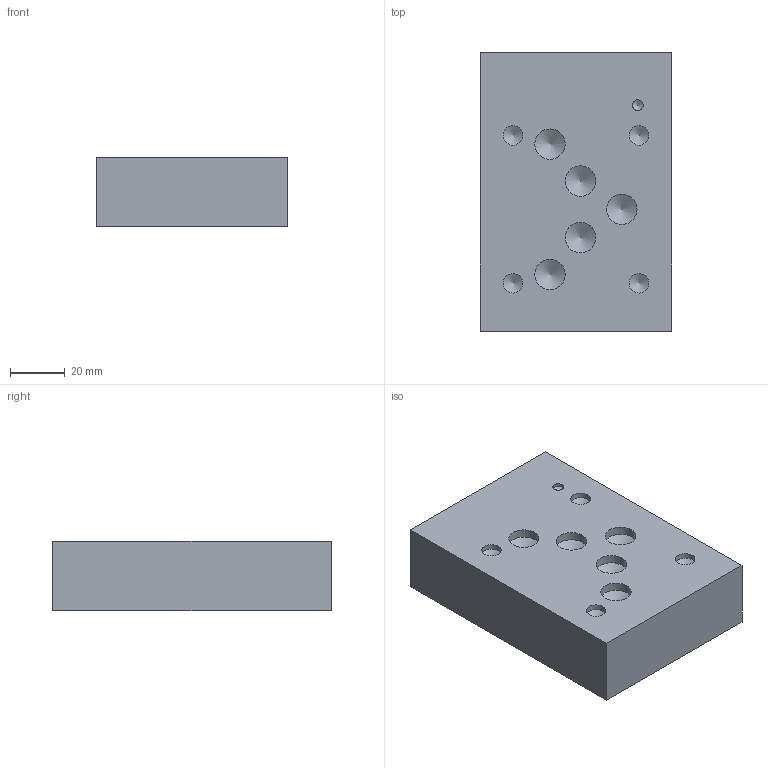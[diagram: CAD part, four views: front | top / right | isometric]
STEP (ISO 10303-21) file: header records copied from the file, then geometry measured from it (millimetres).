
FILE_DESCRIPTION(/* description */ (''),/* implementation_level */ '2;1');
FILE_NAME(/* name */ '_D05TPL4S.stp',/* time_stamp */ '2020-07-28T16:23:27-04:00',/* author */ ('devonn'),/* organization */ (''),/* preprocessor_version */ 'ST-DEVELOPER v17',/* originating_system */ 'Autodesk Inventor 2019',/* authorisation */ '');
FILE_SCHEMA (('AUTOMOTIVE_DESIGN { 1 0 10303 214 3 1 1 }'));
Length unit declared in the file: millimetre
Products named in the file (1): Part_DD05TPL4S_3D
Bounding box: 69.85 x 101.6 x 25.4 mm (x, y, z)
Volume: 171794.2 mm3; surface area: 26000.1 mm2
Topology: 1 solids, 1 shells, 357 faces, 991 edges, 670 vertices
Faces by surface type: plane 240, bspline 65, cylinder 29, cone 23
Full cylindrical faces by diameter (mm): 3.962 x1, 7.137 x8, 9.525 x1, 9.881 x1, 11.113 x4, 11.125 x8, 15.875 x5, 21.285 x1
Entity records: 11935 total; most frequent: CARTESIAN_POINT 2844, ORIENTED_EDGE 1942, DIRECTION 1539, EDGE_CURVE 971, LINE 729, VECTOR 729, VERTEX_POINT 670, EDGE_LOOP 411
